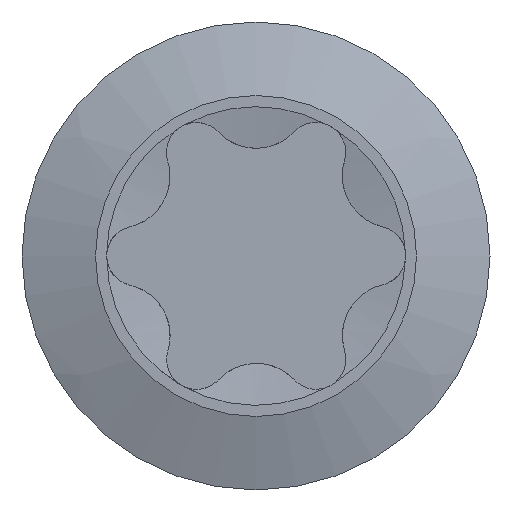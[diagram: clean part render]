
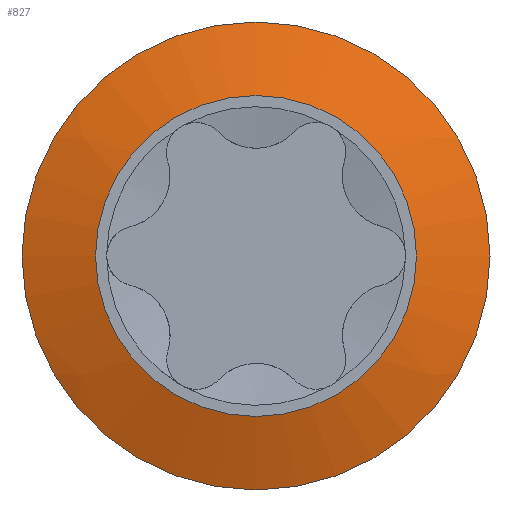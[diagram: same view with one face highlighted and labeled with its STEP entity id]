
A CAD part, left-side view. The second image highlights one B-rep face of the part: STEP entity #827.
In plain terms, the highlighted spherical face has radius 7 mm.
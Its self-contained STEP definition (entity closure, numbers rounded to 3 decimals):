
#39 = FACE_OUTER_BOUND ( 'NONE', #656, .T. ) ;
#42 = EDGE_CURVE ( 'NONE', #587, #587, #769, .T. ) ;
#52 = DIRECTION ( 'NONE',  ( 0., 0., -1. ) ) ;
#55 = AXIS2_PLACEMENT_3D ( 'NONE', #304, #639, #433 ) ;
#141 = AXIS2_PLACEMENT_3D ( 'NONE', #790, #52, #180 ) ;
#159 = AXIS2_PLACEMENT_3D ( 'NONE', #792, #860, #450 ) ;
#180 = DIRECTION ( 'NONE',  ( 0., 1., 0. ) ) ;
#256 = CARTESIAN_POINT ( 'NONE',  ( 0.275, 0., 2.625 ) ) ;
#288 = EDGE_LOOP ( 'NONE', ( #856 ) ) ;
#304 = CARTESIAN_POINT ( 'NONE',  ( 0., 0., 0. ) ) ;
#380 = FACE_OUTER_BOUND ( 'NONE', #288, .T. ) ;
#433 = DIRECTION ( 'NONE',  ( 0., 0., 1. ) ) ;
#450 = DIRECTION ( 'NONE',  ( 0., 0., 1. ) ) ;
#455 = CARTESIAN_POINT ( 'NONE',  ( 0., 0., 1.8 ) ) ;
#469 = CIRCLE ( 'NONE', #159, 2.625 ) ;
#585 = ORIENTED_EDGE ( 'NONE', *, *, #42, .F. ) ;
#587 = VERTEX_POINT ( 'NONE', #455 ) ;
#639 = DIRECTION ( 'NONE',  ( -1., 0., 0. ) ) ;
#656 = EDGE_LOOP ( 'NONE', ( #585 ) ) ;
#706 = VERTEX_POINT ( 'NONE', #256 ) ;
#759 = SPHERICAL_SURFACE ( 'NONE', #141, 7. ) ;
#769 = CIRCLE ( 'NONE', #55, 1.8 ) ;
#790 = CARTESIAN_POINT ( 'NONE',  ( 6.765, 0., 0. ) ) ;
#792 = CARTESIAN_POINT ( 'NONE',  ( 0.275, 0., 0. ) ) ;
#820 = EDGE_CURVE ( 'NONE', #706, #706, #469, .T. ) ;
#827 = ADVANCED_FACE ( 'NONE', ( #39, #380 ), #759, .T. ) ;
#856 = ORIENTED_EDGE ( 'NONE', *, *, #820, .T. ) ;
#860 = DIRECTION ( 'NONE',  ( -1., 0., 0. ) ) ;
